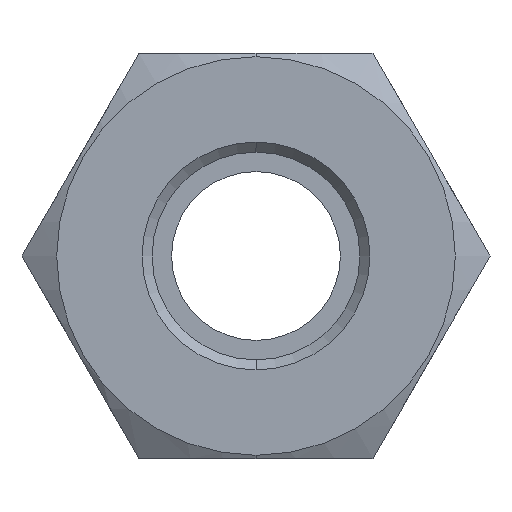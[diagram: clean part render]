
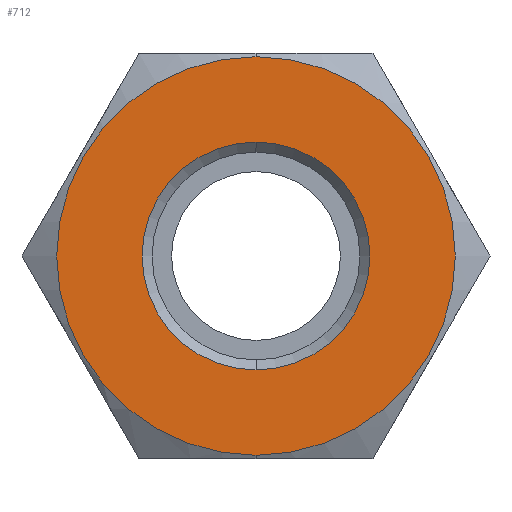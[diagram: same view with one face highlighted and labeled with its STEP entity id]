
A CAD part, front view. The second image highlights one B-rep face of the part: STEP entity #712.
In plain terms, the highlighted planar face has unit normal (0, -1, 0).
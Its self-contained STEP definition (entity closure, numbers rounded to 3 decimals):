
#262 = PLANE ( 'NONE',  #585 ) ;
#263 = CARTESIAN_POINT ( 'NONE',  ( -5.9, -18.339, 0. ) ) ;
#264 = DIRECTION ( 'NONE',  ( 0., 1., 0. ) ) ;
#265 = DIRECTION ( 'NONE',  ( 0., 0., -1. ) ) ;
#340 = CARTESIAN_POINT ( 'NONE',  ( 0., -18.339, 0. ) ) ;
#341 = DIRECTION ( 'NONE',  ( 0., 1., 0. ) ) ;
#342 = DIRECTION ( 'NONE',  ( 0., 0., -1. ) ) ;
#343 = CARTESIAN_POINT ( 'NONE',  ( 0., -18.339, 0. ) ) ;
#344 = DIRECTION ( 'NONE',  ( 0., -1., 0. ) ) ;
#345 = DIRECTION ( 'NONE',  ( 0., 0., 1. ) ) ;
#585 = AXIS2_PLACEMENT_3D ( 'NONE', #263, #264, #265 ) ;
#610 = EDGE_CURVE ( 'NONE', #1641, #1640, #1068, .T. ) ;
#613 = EDGE_CURVE ( 'NONE', #1643, #1644, #1062, .T. ) ;
#712 = ADVANCED_FACE ( 'NONE', ( #2103, #2102 ), #262, .F. ) ;
#734 = EDGE_CURVE ( 'NONE', #1640, #1641, #850, .T. ) ;
#735 = EDGE_CURVE ( 'NONE', #1644, #1643, #835, .T. ) ;
#835 = CIRCLE ( 'NONE', #841, 5.9 ) ;
#841 = AXIS2_PLACEMENT_3D ( 'NONE', #343, #344, #345 ) ;
#843 = AXIS2_PLACEMENT_3D ( 'NONE', #340, #341, #342 ) ;
#850 = CIRCLE ( 'NONE', #843, 3.375 ) ;
#1060 = AXIS2_PLACEMENT_3D ( 'NONE', #1215, #1214, #1213 ) ;
#1062 = CIRCLE ( 'NONE', #1060, 5.9 ) ;
#1066 = AXIS2_PLACEMENT_3D ( 'NONE', #1226, #1225, #1223 ) ;
#1068 = CIRCLE ( 'NONE', #1066, 3.375 ) ;
#1213 = DIRECTION ( 'NONE',  ( 0., 0., 1. ) ) ;
#1214 = DIRECTION ( 'NONE',  ( 0., -1., 0. ) ) ;
#1215 = CARTESIAN_POINT ( 'NONE',  ( 0., -18.339, 0. ) ) ;
#1223 = DIRECTION ( 'NONE',  ( 0., 0., -1. ) ) ;
#1225 = DIRECTION ( 'NONE',  ( 0., 1., 0. ) ) ;
#1226 = CARTESIAN_POINT ( 'NONE',  ( 0., -18.339, 0. ) ) ;
#1429 = CARTESIAN_POINT ( 'NONE',  ( 0., -18.339, -3.375 ) ) ;
#1430 = CARTESIAN_POINT ( 'NONE',  ( 0., -18.339, 3.375 ) ) ;
#1432 = CARTESIAN_POINT ( 'NONE',  ( 0., -18.339, 5.9 ) ) ;
#1433 = CARTESIAN_POINT ( 'NONE',  ( 0., -18.339, -5.9 ) ) ;
#1592 = EDGE_LOOP ( 'NONE', ( #1768, #1767 ) ) ;
#1640 = VERTEX_POINT ( 'NONE', #1429 ) ;
#1641 = VERTEX_POINT ( 'NONE', #1430 ) ;
#1643 = VERTEX_POINT ( 'NONE', #1432 ) ;
#1644 = VERTEX_POINT ( 'NONE', #1433 ) ;
#1765 = ORIENTED_EDGE ( 'NONE', *, *, #735, .T. ) ;
#1766 = ORIENTED_EDGE ( 'NONE', *, *, #613, .T. ) ;
#1767 = ORIENTED_EDGE ( 'NONE', *, *, #734, .T. ) ;
#1768 = ORIENTED_EDGE ( 'NONE', *, *, #610, .T. ) ;
#2102 = FACE_OUTER_BOUND ( 'NONE', #2230, .T. ) ;
#2103 = FACE_BOUND ( 'NONE', #1592, .T. ) ;
#2230 = EDGE_LOOP ( 'NONE', ( #1765, #1766 ) ) ;
